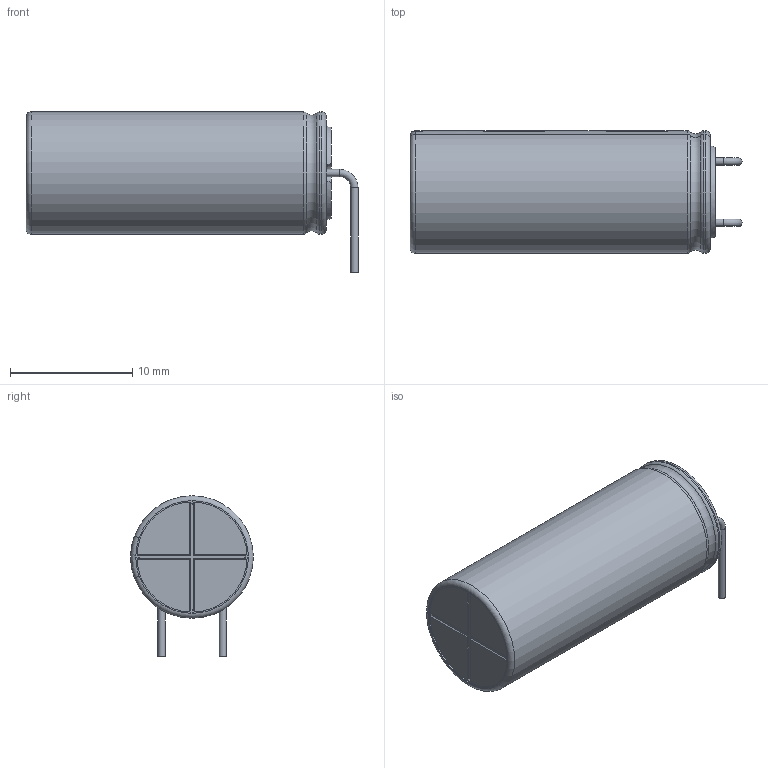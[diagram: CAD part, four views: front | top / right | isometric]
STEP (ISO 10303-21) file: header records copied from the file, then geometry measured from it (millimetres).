
FILE_DESCRIPTION(('STEP AP214'), '1');
FILE_NAME('capacitor_horizontal_mount', '2020-03-29T17:19:45', ('Che'), (''), 'ASCON STEP Converter 1.3', 'ASCON Math Kernel', '');
FILE_SCHEMA(('AUTOMOTIVE_DESIGN { 1 0 10303 214 3 1 1}'));
Length unit declared in the file: millimetre
Bounding box: 27.11 x 10.01 x 13.1 mm (x, y, z)
Volume: 1930.9 mm3; surface area: 975.3 mm2
Topology: 1 solids, 1 shells, 82 faces, 212 edges, 140 vertices
Faces by surface type: plane 50, cylinder 16, torus 12, cone 4
Full cylindrical faces by diameter (mm): 0.6 x4, 8 x1, 9 x1
Entity records: 3228 total; most frequent: CARTESIAN_POINT 483, DIRECTION 446, ORIENTED_EDGE 408, EDGE_CURVE 204, AXIS2_PLACEMENT_3D 167, VERTEX_POINT 140, LINE 112, VECTOR 112
